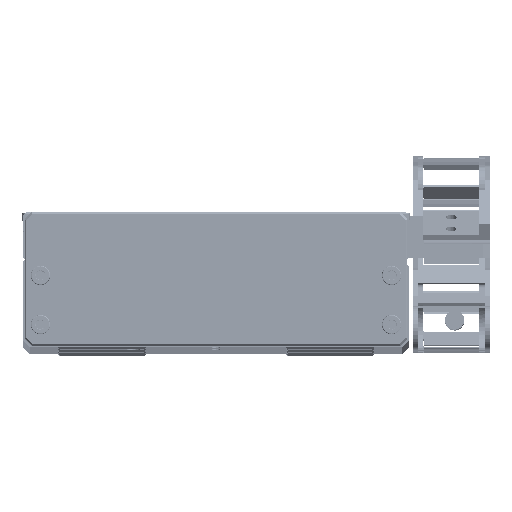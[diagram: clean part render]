
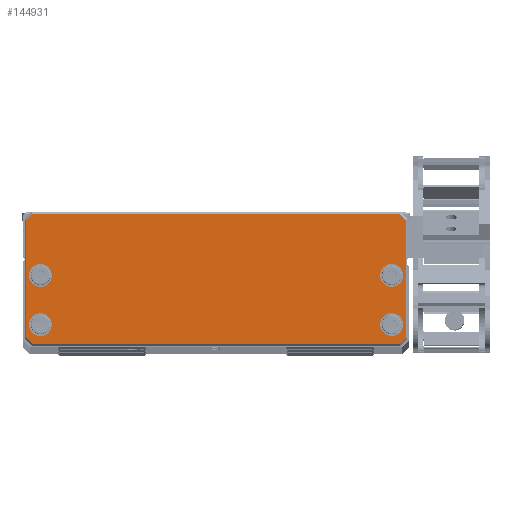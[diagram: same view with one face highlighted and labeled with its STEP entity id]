
A CAD part, top view. The second image highlights one B-rep face of the part: STEP entity #144931.
In plain terms, the highlighted planar face has unit normal (0, 0, 1).
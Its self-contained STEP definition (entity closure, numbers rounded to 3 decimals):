
#1734 = DIRECTION ( 'NONE',  ( 1., 0., 0. ) ) ;
#1925 = CARTESIAN_POINT ( 'NONE',  ( 2.707, -0.5, 10. ) ) ;
#2310 = AXIS2_PLACEMENT_3D ( 'NONE', #75855, #107594, #129755 ) ;
#2965 = DIRECTION ( 'NONE',  ( -0.707, -0.707, 0. ) ) ;
#3395 = PLANE ( 'NONE',  #115357 ) ;
#3931 = DIRECTION ( 'NONE',  ( 0., 0., 1. ) ) ;
#3971 = EDGE_CURVE ( 'NONE', #91645, #86046, #38298, .T. ) ;
#9930 = CARTESIAN_POINT ( 'NONE',  ( 101.25, -18., 10. ) ) ;
#10472 = DIRECTION ( 'NONE',  ( 1., 0., 0. ) ) ;
#14442 = EDGE_CURVE ( 'NONE', #109566, #127515, #100863, .T. ) ;
#14991 = VERTEX_POINT ( 'NONE', #32523 ) ;
#15338 = CARTESIAN_POINT ( 'NONE',  ( 108.5, -35.793, 10. ) ) ;
#15956 = FACE_BOUND ( 'NONE', #29498, .T. ) ;
#15973 = AXIS2_PLACEMENT_3D ( 'NONE', #126037, #123131, #113509 ) ;
#16244 = CARTESIAN_POINT ( 'NONE',  ( -17.646, -20.354, 10. ) ) ;
#18558 = CARTESIAN_POINT ( 'NONE',  ( 2.207, -37.5, 10. ) ) ;
#19178 = ORIENTED_EDGE ( 'NONE', *, *, #87850, .T. ) ;
#19869 = ORIENTED_EDGE ( 'NONE', *, *, #74087, .F. ) ;
#20358 = VERTEX_POINT ( 'NONE', #100209 ) ;
#20375 = ORIENTED_EDGE ( 'NONE', *, *, #21799, .F. ) ;
#20765 = VECTOR ( 'NONE', #2965, 1000. ) ;
#21775 = LINE ( 'NONE', #122225, #137167 ) ;
#21799 = EDGE_CURVE ( 'NONE', #49165, #40928, #137074, .T. ) ;
#21963 = EDGE_CURVE ( 'NONE', #117162, #133079, #21775, .T. ) ;
#22891 = CIRCLE ( 'NONE', #46425, 3.25 ) ;
#24401 = ORIENTED_EDGE ( 'NONE', *, *, #62172, .T. ) ;
#24529 = VECTOR ( 'NONE', #94926, 1000. ) ;
#26089 = CARTESIAN_POINT ( 'NONE',  ( 4.5, -32., 10. ) ) ;
#26227 = CARTESIAN_POINT ( 'NONE',  ( 72.146, 34.146, 10. ) ) ;
#26802 = DIRECTION ( 'NONE',  ( 0., 0., 1. ) ) ;
#27166 = VERTEX_POINT ( 'NONE', #18558 ) ;
#27508 = CARTESIAN_POINT ( 'NONE',  ( 108.5, -2., 10. ) ) ;
#29498 = EDGE_LOOP ( 'NONE', ( #20375, #19869 ) ) ;
#31948 = CARTESIAN_POINT ( 'NONE',  ( 1.354, -36.646, 10. ) ) ;
#32523 = CARTESIAN_POINT ( 'NONE',  ( 0.5, -35.793, 10. ) ) ;
#33618 = EDGE_LOOP ( 'NONE', ( #119542, #34586 ) ) ;
#33856 = DIRECTION ( 'NONE',  ( 1., 0., 0. ) ) ;
#33899 = AXIS2_PLACEMENT_3D ( 'NONE', #26089, #26802, #73314 ) ;
#33993 = CARTESIAN_POINT ( 'NONE',  ( 7.75, -18., 10. ) ) ;
#34586 = ORIENTED_EDGE ( 'NONE', *, *, #81106, .F. ) ;
#34978 = LINE ( 'NONE', #88972, #83462 ) ;
#38298 = CIRCLE ( 'NONE', #83113, 3.25 ) ;
#39538 = CARTESIAN_POINT ( 'NONE',  ( 101.25, -32., 10. ) ) ;
#40203 = VERTEX_POINT ( 'NONE', #61502 ) ;
#40928 = VERTEX_POINT ( 'NONE', #39538 ) ;
#45180 = ORIENTED_EDGE ( 'NONE', *, *, #21963, .T. ) ;
#45192 = AXIS2_PLACEMENT_3D ( 'NONE', #61725, #108933, #74989 ) ;
#45872 = ORIENTED_EDGE ( 'NONE', *, *, #14442, .F. ) ;
#46226 = LINE ( 'NONE', #26227, #105070 ) ;
#46425 = AXIS2_PLACEMENT_3D ( 'NONE', #102761, #100603, #10472 ) ;
#46592 = EDGE_CURVE ( 'NONE', #20358, #141470, #61308, .T. ) ;
#49165 = VERTEX_POINT ( 'NONE', #52640 ) ;
#49911 = CARTESIAN_POINT ( 'NONE',  ( 0.5, -36., 10. ) ) ;
#50422 = ORIENTED_EDGE ( 'NONE', *, *, #143660, .T. ) ;
#51642 = ORIENTED_EDGE ( 'NONE', *, *, #66815, .T. ) ;
#52293 = EDGE_CURVE ( 'NONE', #127515, #109566, #136725, .T. ) ;
#52640 = CARTESIAN_POINT ( 'NONE',  ( 107.75, -32., 10. ) ) ;
#53722 = VECTOR ( 'NONE', #101666, 1000. ) ;
#54939 = CARTESIAN_POINT ( 'NONE',  ( 104.5, -18., 10. ) ) ;
#57121 = DIRECTION ( 'NONE',  ( 1., 0., 0. ) ) ;
#58103 = CARTESIAN_POINT ( 'NONE',  ( 1.25, -32., 10. ) ) ;
#58299 = AXIS2_PLACEMENT_3D ( 'NONE', #67841, #102516, #33856 ) ;
#58543 = VERTEX_POINT ( 'NONE', #145482 ) ;
#59433 = CARTESIAN_POINT ( 'NONE',  ( 108.5, -2.207, 10. ) ) ;
#60708 = CIRCLE ( 'NONE', #58299, 3.25 ) ;
#60812 = ORIENTED_EDGE ( 'NONE', *, *, #52293, .F. ) ;
#61007 = DIRECTION ( 'NONE',  ( 0., 0., 1. ) ) ;
#61308 = LINE ( 'NONE', #16244, #20765 ) ;
#61502 = CARTESIAN_POINT ( 'NONE',  ( 106.793, -0.5, 10. ) ) ;
#61725 = CARTESIAN_POINT ( 'NONE',  ( 104.5, -32., 10. ) ) ;
#61893 = VECTOR ( 'NONE', #141191, 1000. ) ;
#62172 = EDGE_CURVE ( 'NONE', #133079, #72176, #94730, .T. ) ;
#66815 = EDGE_CURVE ( 'NONE', #72176, #40203, #46226, .T. ) ;
#67841 = CARTESIAN_POINT ( 'NONE',  ( 4.5, -32., 10. ) ) ;
#68839 = DIRECTION ( 'NONE',  ( 0.707, -0.707, 0. ) ) ;
#72176 = VERTEX_POINT ( 'NONE', #59433 ) ;
#73314 = DIRECTION ( 'NONE',  ( 1., 0., 0. ) ) ;
#74087 = EDGE_CURVE ( 'NONE', #40928, #49165, #22891, .T. ) ;
#74989 = DIRECTION ( 'NONE',  ( 1., 0., 0. ) ) ;
#75855 = CARTESIAN_POINT ( 'NONE',  ( 4.5, -18., 10. ) ) ;
#79992 = DIRECTION ( 'NONE',  ( 0., 0., 1. ) ) ;
#81106 = EDGE_CURVE ( 'NONE', #84334, #58543, #60708, .T. ) ;
#82459 = FACE_OUTER_BOUND ( 'NONE', #142568, .T. ) ;
#83113 = AXIS2_PLACEMENT_3D ( 'NONE', #54939, #79992, #57121 ) ;
#83128 = LINE ( 'NONE', #49911, #24529 ) ;
#83462 = VECTOR ( 'NONE', #1734, 1000. ) ;
#84334 = VERTEX_POINT ( 'NONE', #58103 ) ;
#84398 = CARTESIAN_POINT ( 'NONE',  ( 1.25, -18., 10. ) ) ;
#86046 = VERTEX_POINT ( 'NONE', #9930 ) ;
#87213 = ORIENTED_EDGE ( 'NONE', *, *, #140442, .F. ) ;
#87850 = EDGE_CURVE ( 'NONE', #14991, #27166, #110973, .T. ) ;
#88461 = CARTESIAN_POINT ( 'NONE',  ( 0.5, -2.207, 10. ) ) ;
#88972 = CARTESIAN_POINT ( 'NONE',  ( 107., -37.5, 10. ) ) ;
#90595 = LINE ( 'NONE', #1925, #53722 ) ;
#91645 = VERTEX_POINT ( 'NONE', #139443 ) ;
#93331 = DIRECTION ( 'NONE',  ( 1., 0., 0. ) ) ;
#94261 = FACE_BOUND ( 'NONE', #120116, .T. ) ;
#94730 = LINE ( 'NONE', #27508, #61893 ) ;
#94926 = DIRECTION ( 'NONE',  ( 0., -1., 0. ) ) ;
#94967 = DIRECTION ( 'NONE',  ( 1., 0., 0. ) ) ;
#97564 = CIRCLE ( 'NONE', #33899, 3.25 ) ;
#100209 = CARTESIAN_POINT ( 'NONE',  ( 2.207, -0.5, 10. ) ) ;
#100603 = DIRECTION ( 'NONE',  ( 0., 0., 1. ) ) ;
#100863 = CIRCLE ( 'NONE', #15973, 3.25 ) ;
#101666 = DIRECTION ( 'NONE',  ( -1., 0., 0. ) ) ;
#102516 = DIRECTION ( 'NONE',  ( 0., 0., 1. ) ) ;
#102761 = CARTESIAN_POINT ( 'NONE',  ( 104.5, -32., 10. ) ) ;
#104582 = FACE_BOUND ( 'NONE', #33618, .T. ) ;
#105070 = VECTOR ( 'NONE', #105234, 1000. ) ;
#105234 = DIRECTION ( 'NONE',  ( -0.707, 0.707, 0. ) ) ;
#105848 = CARTESIAN_POINT ( 'NONE',  ( 104.5, -18., 10. ) ) ;
#107594 = DIRECTION ( 'NONE',  ( 0., 0., 1. ) ) ;
#108480 = EDGE_CURVE ( 'NONE', #141470, #14991, #83128, .T. ) ;
#108933 = DIRECTION ( 'NONE',  ( 0., 0., 1. ) ) ;
#109506 = EDGE_CURVE ( 'NONE', #27166, #117162, #34978, .T. ) ;
#109566 = VERTEX_POINT ( 'NONE', #84398 ) ;
#110350 = EDGE_LOOP ( 'NONE', ( #124118, #87213 ) ) ;
#110973 = LINE ( 'NONE', #31948, #144772 ) ;
#111739 = ORIENTED_EDGE ( 'NONE', *, *, #109506, .T. ) ;
#113045 = ORIENTED_EDGE ( 'NONE', *, *, #108480, .T. ) ;
#113509 = DIRECTION ( 'NONE',  ( 1., 0., 0. ) ) ;
#115357 = AXIS2_PLACEMENT_3D ( 'NONE', #139266, #61007, #94967 ) ;
#116387 = FACE_BOUND ( 'NONE', #110350, .T. ) ;
#116848 = CIRCLE ( 'NONE', #138132, 3.25 ) ;
#117162 = VERTEX_POINT ( 'NONE', #128382 ) ;
#119542 = ORIENTED_EDGE ( 'NONE', *, *, #139249, .F. ) ;
#120116 = EDGE_LOOP ( 'NONE', ( #60812, #45872 ) ) ;
#122225 = CARTESIAN_POINT ( 'NONE',  ( 53.146, -91.146, 10. ) ) ;
#123131 = DIRECTION ( 'NONE',  ( 0., 0., 1. ) ) ;
#124118 = ORIENTED_EDGE ( 'NONE', *, *, #3971, .F. ) ;
#126037 = CARTESIAN_POINT ( 'NONE',  ( 4.5, -18., 10. ) ) ;
#127515 = VERTEX_POINT ( 'NONE', #33993 ) ;
#128382 = CARTESIAN_POINT ( 'NONE',  ( 106.793, -37.5, 10. ) ) ;
#129755 = DIRECTION ( 'NONE',  ( 1., 0., 0. ) ) ;
#133079 = VERTEX_POINT ( 'NONE', #15338 ) ;
#135221 = ORIENTED_EDGE ( 'NONE', *, *, #46592, .T. ) ;
#136725 = CIRCLE ( 'NONE', #2310, 3.25 ) ;
#137074 = CIRCLE ( 'NONE', #45192, 3.25 ) ;
#137167 = VECTOR ( 'NONE', #143639, 1000. ) ;
#138132 = AXIS2_PLACEMENT_3D ( 'NONE', #105848, #3931, #93331 ) ;
#139249 = EDGE_CURVE ( 'NONE', #58543, #84334, #97564, .T. ) ;
#139266 = CARTESIAN_POINT ( 'NONE',  ( 0., -38., 10. ) ) ;
#139443 = CARTESIAN_POINT ( 'NONE',  ( 107.75, -18., 10. ) ) ;
#140442 = EDGE_CURVE ( 'NONE', #86046, #91645, #116848, .T. ) ;
#141191 = DIRECTION ( 'NONE',  ( 0., 1., 0. ) ) ;
#141470 = VERTEX_POINT ( 'NONE', #88461 ) ;
#142568 = EDGE_LOOP ( 'NONE', ( #51642, #50422, #135221, #113045, #19178, #111739, #45180, #24401 ) ) ;
#143639 = DIRECTION ( 'NONE',  ( 0.707, 0.707, 0. ) ) ;
#143660 = EDGE_CURVE ( 'NONE', #40203, #20358, #90595, .T. ) ;
#144772 = VECTOR ( 'NONE', #68839, 1000. ) ;
#144931 = ADVANCED_FACE ( 'NONE', ( #116387, #15956, #104582, #94261, #82459 ), #3395, .T. ) ;
#145482 = CARTESIAN_POINT ( 'NONE',  ( 7.75, -32., 10. ) ) ;
